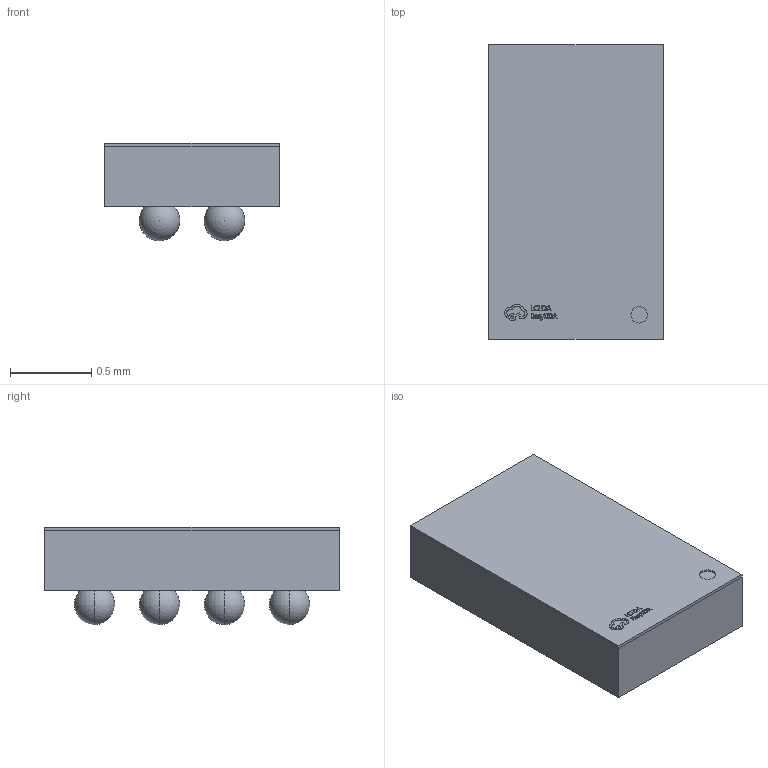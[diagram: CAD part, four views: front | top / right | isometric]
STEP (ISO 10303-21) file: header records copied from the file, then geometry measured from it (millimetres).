
FILE_DESCRIPTION (( 'STEP AP214' ), '1' );
FILE_NAME ('DSBGA-8_L1.8-W1.1-H0.6-R2-C4-P0.40-BR.step', '2022-06-22T14:36:01', ( '' ), ( '' ), 'SwSTEP 2.0', 'SolidWorks 2020', '' );
FILE_SCHEMA (( 'AUTOMOTIVE_DESIGN' ));
Length unit declared in the file: millimetre
Products named in the file (1): DSBGA-8_L1.8-W1.1-H0.6-R2-C4-P0.40-BR
Bounding box: 1.08 x 1.81 x 0.6 mm (x, y, z)
Volume: 0.8 mm3; surface area: 11.6 mm2
Topology: 10 solids, 10 shells, 263 faces, 717 edges, 478 vertices
Faces by surface type: plane 147, bspline 98, sphere 16, cylinder 2
Entity records: 11491 total; most frequent: CARTESIAN_POINT 2701, ORIENTED_EDGE 1354, DIRECTION 845, EDGE_CURVE 677, VERTEX_POINT 454, VECTOR 441, LINE 441, EDGE_LOOP 283
